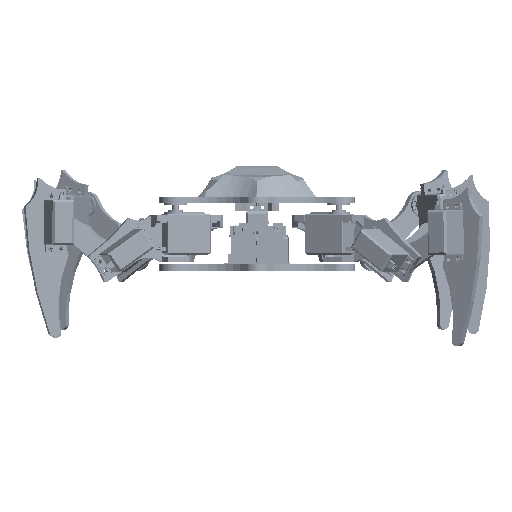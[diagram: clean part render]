
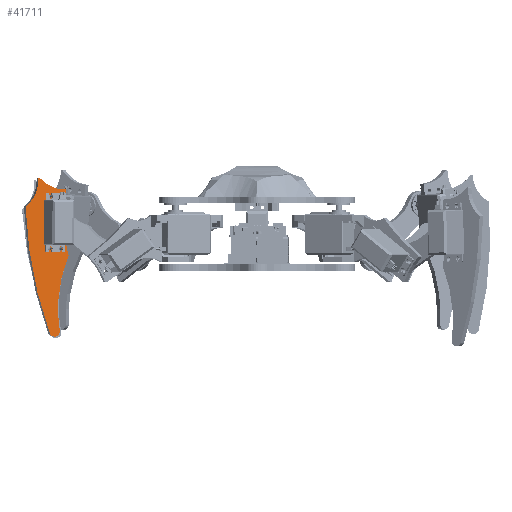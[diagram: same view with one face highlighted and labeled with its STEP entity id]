
A CAD part, left-side view. The second image highlights one B-rep face of the part: STEP entity #41711.
In plain terms, the highlighted face is planar.
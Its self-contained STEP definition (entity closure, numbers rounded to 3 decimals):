
#679=B_SPLINE_CURVE_WITH_KNOTS('',2,(#60552,#60553,#60554),
 .UNSPECIFIED.,.F.,.F.,(3,3),(0.005,1.),.UNSPECIFIED.);
#681=B_SPLINE_CURVE_WITH_KNOTS('',2,(#60598,#60599,#60600),
 .UNSPECIFIED.,.F.,.F.,(3,3),(0.,0.916),.UNSPECIFIED.);
#683=B_SPLINE_CURVE_WITH_KNOTS('',2,(#60610,#60611,#60612),
 .UNSPECIFIED.,.F.,.F.,(3,3),(0.08,0.985),
 .UNSPECIFIED.);
#684=B_SPLINE_CURVE_WITH_KNOTS('',2,(#60620,#60621,#60622),
 .UNSPECIFIED.,.F.,.F.,(3,3),(0.004,1.),.UNSPECIFIED.);
#2898=FACE_BOUND('',#7797,.T.);
#2899=FACE_BOUND('',#7798,.T.);
#2900=FACE_BOUND('',#7799,.T.);
#2901=FACE_BOUND('',#7800,.T.);
#3404=PLANE('',#44588);
#5218=FACE_OUTER_BOUND('',#7796,.T.);
#7796=EDGE_LOOP('',(#30496,#30497,#30498,#30499,#30500,#30501,#30502,#30503,
#30504,#30505,#30506,#30507,#30508));
#7797=EDGE_LOOP('',(#30509));
#7798=EDGE_LOOP('',(#30510));
#7799=EDGE_LOOP('',(#30511));
#7800=EDGE_LOOP('',(#30512));
#10803=LINE('',#60559,#15239);
#10809=LINE('',#60570,#15245);
#10812=LINE('',#60576,#15248);
#10815=LINE('',#60582,#15251);
#10818=LINE('',#60588,#15254);
#15239=VECTOR('',#48775,1000.);
#15245=VECTOR('',#48783,1000.);
#15248=VECTOR('',#48788,1000.);
#15251=VECTOR('',#48793,1000.);
#15254=VECTOR('',#48798,1000.);
#19540=CIRCLE('',#44563,1.);
#19542=CIRCLE('',#44566,1.);
#19544=CIRCLE('',#44569,1.7);
#19546=CIRCLE('',#44572,1.7);
#19548=CIRCLE('',#44575,1.7);
#19550=CIRCLE('',#44578,1.7);
#19553=CIRCLE('',#44587,5.);
#19554=CIRCLE('',#44589,1.);
#20565=VERTEX_POINT('',#60497);
#20566=VERTEX_POINT('',#60498);
#20569=VERTEX_POINT('',#60506);
#20570=VERTEX_POINT('',#60507);
#20573=VERTEX_POINT('',#60515);
#20575=VERTEX_POINT('',#60521);
#20577=VERTEX_POINT('',#60527);
#20579=VERTEX_POINT('',#60533);
#20583=VERTEX_POINT('',#60549);
#20584=VERTEX_POINT('',#60551);
#20585=VERTEX_POINT('',#60557);
#20586=VERTEX_POINT('',#60558);
#20590=VERTEX_POINT('',#60568);
#20592=VERTEX_POINT('',#60574);
#20594=VERTEX_POINT('',#60580);
#20596=VERTEX_POINT('',#60586);
#20597=VERTEX_POINT('',#60619);
#24267=EDGE_CURVE('',#20565,#20566,#19540,.T.);
#24271=EDGE_CURVE('',#20569,#20570,#19542,.T.);
#24275=EDGE_CURVE('',#20573,#20573,#19544,.T.);
#24278=EDGE_CURVE('',#20575,#20575,#19546,.T.);
#24281=EDGE_CURVE('',#20577,#20577,#19548,.T.);
#24284=EDGE_CURVE('',#20579,#20579,#19550,.T.);
#24289=EDGE_CURVE('',#20583,#20584,#679,.T.);
#24291=EDGE_CURVE('',#20585,#20586,#10803,.T.);
#24297=EDGE_CURVE('',#20590,#20585,#10809,.T.);
#24300=EDGE_CURVE('',#20590,#20592,#10812,.T.);
#24303=EDGE_CURVE('',#20592,#20594,#10815,.T.);
#24306=EDGE_CURVE('',#20594,#20596,#10818,.T.);
#24308=EDGE_CURVE('',#20596,#20565,#681,.T.);
#24310=EDGE_CURVE('',#20566,#20569,#683,.T.);
#24311=EDGE_CURVE('',#20570,#20597,#684,.T.);
#24315=EDGE_CURVE('',#20597,#20584,#19553,.T.);
#24316=EDGE_CURVE('',#20583,#20586,#19554,.T.);
#30496=ORIENTED_EDGE('',*,*,#24289,.F.);
#30497=ORIENTED_EDGE('',*,*,#24316,.T.);
#30498=ORIENTED_EDGE('',*,*,#24291,.F.);
#30499=ORIENTED_EDGE('',*,*,#24297,.F.);
#30500=ORIENTED_EDGE('',*,*,#24300,.T.);
#30501=ORIENTED_EDGE('',*,*,#24303,.T.);
#30502=ORIENTED_EDGE('',*,*,#24306,.T.);
#30503=ORIENTED_EDGE('',*,*,#24308,.T.);
#30504=ORIENTED_EDGE('',*,*,#24267,.T.);
#30505=ORIENTED_EDGE('',*,*,#24310,.T.);
#30506=ORIENTED_EDGE('',*,*,#24271,.T.);
#30507=ORIENTED_EDGE('',*,*,#24311,.T.);
#30508=ORIENTED_EDGE('',*,*,#24315,.T.);
#30509=ORIENTED_EDGE('',*,*,#24278,.F.);
#30510=ORIENTED_EDGE('',*,*,#24281,.F.);
#30511=ORIENTED_EDGE('',*,*,#24284,.F.);
#30512=ORIENTED_EDGE('',*,*,#24275,.F.);
#41711=ADVANCED_FACE('',(#5218,#2898,#2899,#2900,#2901),#3404,.T.);
#44563=AXIS2_PLACEMENT_3D('',#60499,#48729,#48730);
#44566=AXIS2_PLACEMENT_3D('',#60508,#48737,#48738);
#44569=AXIS2_PLACEMENT_3D('',#60516,#48745,#48746);
#44572=AXIS2_PLACEMENT_3D('',#60522,#48752,#48753);
#44575=AXIS2_PLACEMENT_3D('',#60528,#48759,#48760);
#44578=AXIS2_PLACEMENT_3D('',#60534,#48766,#48767);
#44587=AXIS2_PLACEMENT_3D('',#60630,#48804,#48805);
#44588=AXIS2_PLACEMENT_3D('',#60631,#48806,#48807);
#44589=AXIS2_PLACEMENT_3D('',#60632,#48808,#48809);
#48729=DIRECTION('center_axis',(0.,0.,1.));
#48730=DIRECTION('ref_axis',(1.,0.,0.));
#48737=DIRECTION('center_axis',(0.,0.,1.));
#48738=DIRECTION('ref_axis',(1.,0.,0.));
#48745=DIRECTION('center_axis',(0.,0.,1.));
#48746=DIRECTION('ref_axis',(1.,0.,0.));
#48752=DIRECTION('center_axis',(0.,0.,1.));
#48753=DIRECTION('ref_axis',(1.,0.,0.));
#48759=DIRECTION('center_axis',(0.,0.,1.));
#48760=DIRECTION('ref_axis',(1.,0.,0.));
#48766=DIRECTION('center_axis',(0.,0.,1.));
#48767=DIRECTION('ref_axis',(1.,0.,0.));
#48775=DIRECTION('',(0.245,-0.969,0.));
#48783=DIRECTION('',(1.,0.,0.));
#48788=DIRECTION('',(0.,1.,0.));
#48793=DIRECTION('',(1.,0.,0.));
#48798=DIRECTION('',(0.,1.,0.));
#48804=DIRECTION('center_axis',(0.,0.,1.));
#48805=DIRECTION('ref_axis',(1.,0.,0.));
#48806=DIRECTION('center_axis',(0.,0.,1.));
#48807=DIRECTION('ref_axis',(1.,0.,0.));
#48808=DIRECTION('center_axis',(0.,0.,1.));
#48809=DIRECTION('ref_axis',(1.,0.,0.));
#60497=CARTESIAN_POINT('',(-14.546,40.723,6.));
#60498=CARTESIAN_POINT('',(-16.264,40.002,6.));
#60499=CARTESIAN_POINT('Origin',(-15.264,40.027,6.));
#60506=CARTESIAN_POINT('',(-27.8,14.787,6.));
#60507=CARTESIAN_POINT('',(-28.171,13.966,6.));
#60508=CARTESIAN_POINT('Origin',(-27.172,14.009,6.));
#60515=CARTESIAN_POINT('',(-3.3,24.,6.));
#60516=CARTESIAN_POINT('Origin',(-5.,24.,6.));
#60521=CARTESIAN_POINT('',(-3.3,-24.,6.));
#60522=CARTESIAN_POINT('Origin',(-5.,-24.,6.));
#60527=CARTESIAN_POINT('',(6.7,-24.,6.));
#60528=CARTESIAN_POINT('Origin',(5.,-24.,6.));
#60533=CARTESIAN_POINT('',(6.7,24.,6.));
#60534=CARTESIAN_POINT('Origin',(5.,24.,6.));
#60549=CARTESIAN_POINT('',(12.824,-30.502,6.));
#60551=CARTESIAN_POINT('',(5.,-99.75,6.));
#60552=CARTESIAN_POINT('Ctrl Pts',(12.824,-30.502,6.));
#60553=CARTESIAN_POINT('Ctrl Pts',(-1.042,-63.438,
6.));
#60554=CARTESIAN_POINT('Ctrl Pts',(5.,-99.75,6.));
#60557=CARTESIAN_POINT('',(10.5,-20.5,6.));
#60558=CARTESIAN_POINT('',(12.872,-29.869,6.));
#60559=CARTESIAN_POINT('',(4.991,1.263,6.));
#60568=CARTESIAN_POINT('',(-10.5,-20.5,6.));
#60570=CARTESIAN_POINT('',(0.,-20.5,6.));
#60574=CARTESIAN_POINT('',(-10.5,20.5,6.));
#60576=CARTESIAN_POINT('',(-10.5,0.,6.));
#60580=CARTESIAN_POINT('',(10.5,20.5,6.));
#60582=CARTESIAN_POINT('',(0.,20.5,6.));
#60586=CARTESIAN_POINT('',(10.5,30.5,6.));
#60588=CARTESIAN_POINT('',(10.5,0.,6.));
#60598=CARTESIAN_POINT('Ctrl Pts',(10.5,30.5,6.));
#60599=CARTESIAN_POINT('Ctrl Pts',(-4.117,29.952,6.));
#60600=CARTESIAN_POINT('Ctrl Pts',(-14.546,40.723,6.));
#60610=CARTESIAN_POINT('Ctrl Pts',(-16.264,40.002,6.));
#60611=CARTESIAN_POINT('Ctrl Pts',(-15.864,24.42,6.));
#60612=CARTESIAN_POINT('Ctrl Pts',(-27.8,14.787,6.));
#60619=CARTESIAN_POINT('',(-4.433,-102.063,6.));
#60620=CARTESIAN_POINT('Ctrl Pts',(-28.171,13.966,6.));
#60621=CARTESIAN_POINT('Ctrl Pts',(-25.621,-45.828,
6.));
#60622=CARTESIAN_POINT('Ctrl Pts',(-4.433,-102.063,
6.));
#60630=CARTESIAN_POINT('Origin',(0.,-99.75,6.));
#60631=CARTESIAN_POINT('Origin',(0.,0.,6.));
#60632=CARTESIAN_POINT('Origin',(11.902,-30.114,6.));
